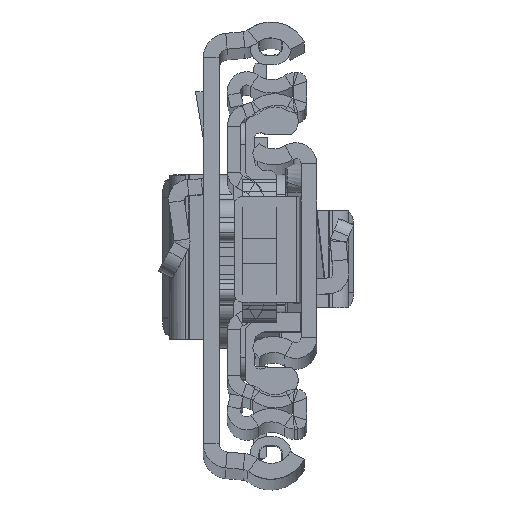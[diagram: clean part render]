
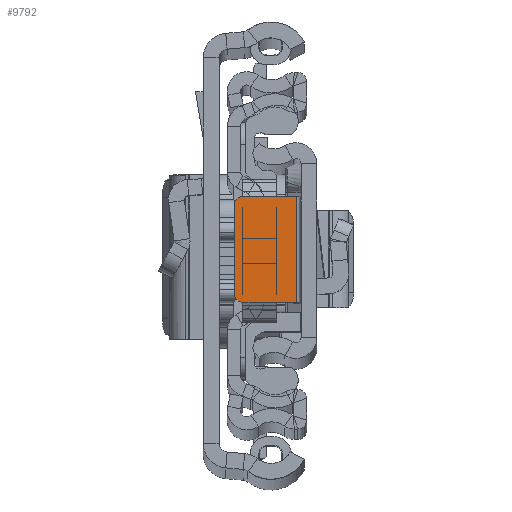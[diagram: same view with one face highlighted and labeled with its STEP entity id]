
A CAD part, top view. The second image highlights one B-rep face of the part: STEP entity #9792.
In plain terms, the highlighted planar face has unit normal (0, 0, 1).
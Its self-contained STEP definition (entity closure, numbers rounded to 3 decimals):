
#966 = VERTEX_POINT ( 'NONE', #23273 ) ;
#1096 = CARTESIAN_POINT ( 'NONE',  ( -2.3, 6.151, -6.8 ) ) ;
#1170 = ORIENTED_EDGE ( 'NONE', *, *, #2788, .F. ) ;
#1322 = ORIENTED_EDGE ( 'NONE', *, *, #8213, .T. ) ;
#1971 = ORIENTED_EDGE ( 'NONE', *, *, #7147, .F. ) ;
#2311 = VECTOR ( 'NONE', #21560, 1000. ) ;
#2788 = EDGE_CURVE ( 'NONE', #4346, #26356, #12007, .T. ) ;
#3108 = LINE ( 'NONE', #10222, #16688 ) ;
#4346 = VERTEX_POINT ( 'NONE', #16882 ) ;
#6446 = AXIS2_PLACEMENT_3D ( 'NONE', #9281, #20229, #9133 ) ;
#7147 = EDGE_CURVE ( 'NONE', #966, #4346, #3108, .T. ) ;
#8106 = DIRECTION ( 'NONE',  ( 0., 0., 1. ) ) ;
#8213 = EDGE_CURVE ( 'NONE', #16319, #9588, #17703, .T. ) ;
#9133 = DIRECTION ( 'NONE',  ( 1., 0., 0. ) ) ;
#9281 = CARTESIAN_POINT ( 'NONE',  ( -8.4, 5.151, -6.8 ) ) ;
#9565 = EDGE_LOOP ( 'NONE', ( #22767, #1322, #18377, #1170, #1971, #29914 ) ) ;
#9588 = VERTEX_POINT ( 'NONE', #23452 ) ;
#9701 = VECTOR ( 'NONE', #17578, 1000. ) ;
#9792 = ADVANCED_FACE ( 'NONE', ( #24061 ), #10401, .T. ) ;
#10222 = CARTESIAN_POINT ( 'NONE',  ( -1.8, 6.151, -6.8 ) ) ;
#10401 = PLANE ( 'NONE',  #20712 ) ;
#10647 = DIRECTION ( 'NONE',  ( 1., 0., 0. ) ) ;
#11218 = CARTESIAN_POINT ( 'NONE',  ( -9.4, -5.849, -6.8 ) ) ;
#11368 = CARTESIAN_POINT ( 'NONE',  ( -9.4, 5.151, -6.8 ) ) ;
#11818 = DIRECTION ( 'NONE',  ( 0., 1., 0. ) ) ;
#12007 = LINE ( 'NONE', #1096, #2311 ) ;
#12320 = VECTOR ( 'NONE', #11818, 1000. ) ;
#12701 = EDGE_CURVE ( 'NONE', #26356, #9588, #22752, .T. ) ;
#12933 = CARTESIAN_POINT ( 'NONE',  ( -8.4, -4.849, -6.8 ) ) ;
#16319 = VERTEX_POINT ( 'NONE', #18517 ) ;
#16688 = VECTOR ( 'NONE', #16892, 1000. ) ;
#16882 = CARTESIAN_POINT ( 'NONE',  ( -2.3, 6.151, -6.8 ) ) ;
#16892 = DIRECTION ( 'NONE',  ( 1., 0., 0. ) ) ;
#17296 = EDGE_CURVE ( 'NONE', #966, #23136, #27237, .T. ) ;
#17578 = DIRECTION ( 'NONE',  ( -1., 0., 0. ) ) ;
#17703 = CIRCLE ( 'NONE', #21605, 1. ) ;
#18377 = ORIENTED_EDGE ( 'NONE', *, *, #12701, .F. ) ;
#18517 = CARTESIAN_POINT ( 'NONE',  ( -9.4, -4.849, -6.8 ) ) ;
#19198 = DIRECTION ( 'NONE',  ( 1., 0., 0. ) ) ;
#19803 = CARTESIAN_POINT ( 'NONE',  ( 0., 0., -6.8 ) ) ;
#20229 = DIRECTION ( 'NONE',  ( 0., 0., 1. ) ) ;
#20712 = AXIS2_PLACEMENT_3D ( 'NONE', #19803, #8106, #19198 ) ;
#21560 = DIRECTION ( 'NONE',  ( 0., -1., 0. ) ) ;
#21605 = AXIS2_PLACEMENT_3D ( 'NONE', #12933, #22174, #10647 ) ;
#22174 = DIRECTION ( 'NONE',  ( 0., 0., 1. ) ) ;
#22752 = LINE ( 'NONE', #11218, #9701 ) ;
#22767 = ORIENTED_EDGE ( 'NONE', *, *, #23117, .F. ) ;
#23117 = EDGE_CURVE ( 'NONE', #16319, #23136, #23353, .T. ) ;
#23136 = VERTEX_POINT ( 'NONE', #11368 ) ;
#23273 = CARTESIAN_POINT ( 'NONE',  ( -8.4, 6.151, -6.8 ) ) ;
#23353 = LINE ( 'NONE', #27421, #12320 ) ;
#23452 = CARTESIAN_POINT ( 'NONE',  ( -8.4, -5.849, -6.8 ) ) ;
#24061 = FACE_OUTER_BOUND ( 'NONE', #9565, .T. ) ;
#24249 = CARTESIAN_POINT ( 'NONE',  ( -2.3, -5.849, -6.8 ) ) ;
#26356 = VERTEX_POINT ( 'NONE', #24249 ) ;
#27237 = CIRCLE ( 'NONE', #6446, 1. ) ;
#27421 = CARTESIAN_POINT ( 'NONE',  ( -9.4, 6.151, -6.8 ) ) ;
#29914 = ORIENTED_EDGE ( 'NONE', *, *, #17296, .T. ) ;
